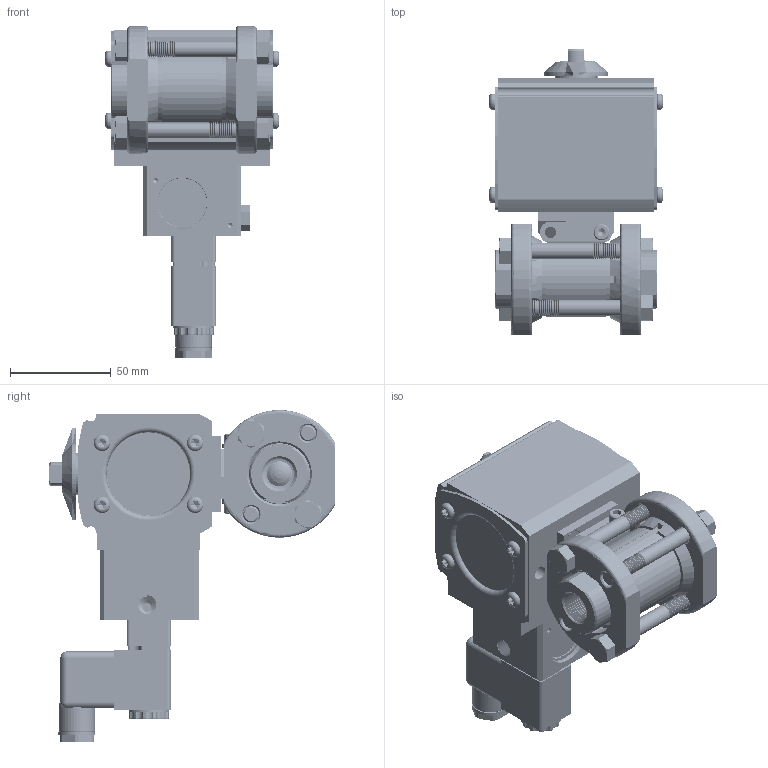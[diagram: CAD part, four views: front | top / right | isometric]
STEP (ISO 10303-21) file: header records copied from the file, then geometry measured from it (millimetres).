
FILE_DESCRIPTION (( 'STEP AP203' ), '1' );
FILE_NAME ('27XXSEFA512D4GPDS.step', '2018-09-05T12:30:04', ( '' ), ( '' ), 'SwSTEP 2.0', 'SolidWorks 2018', '' );
FILE_SCHEMA (( 'CONFIG_CONTROL_DESIGN' ));
Products named in the file (1): 27XXSEFA512D4GPDS
Bounding box: 86.49 x 142.33 x 165.13 mm (x, y, z)
Volume: 446371.5 mm3; surface area: 168521.7 mm2
Topology: 47 solids, 47 shells, 4048 faces, 10884 edges, 6931 vertices
Faces by surface type: cylinder 1823, cone 1196, plane 666, torus 185, bspline 172, sphere 6
Entity records: 202508 total; most frequent: CARTESIAN_POINT 105046, ORIENTED_EDGE 21424, DIRECTION 20035, EDGE_CURVE 10712, AXIS2_PLACEMENT_3D 8061, VERTEX_POINT 6927, EDGE_LOOP 4355, CIRCLE 4184
